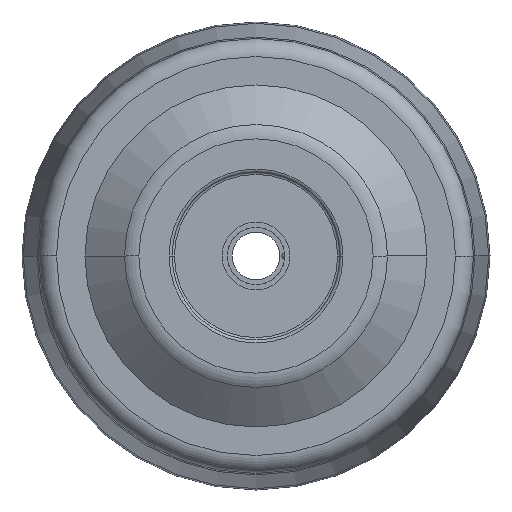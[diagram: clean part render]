
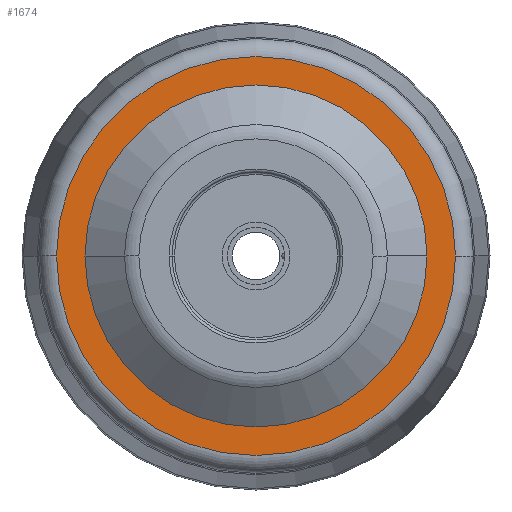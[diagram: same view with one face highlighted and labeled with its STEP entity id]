
A CAD part, left-side view. The second image highlights one B-rep face of the part: STEP entity #1674.
In plain terms, the highlighted planar face has unit normal (-1, 0, 0).
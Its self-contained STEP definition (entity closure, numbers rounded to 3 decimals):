
#154 = ORIENTED_EDGE ( 'NONE', *, *, #1269, .T. ) ;
#273 = CARTESIAN_POINT ( 'NONE',  ( -50.3, 0., 0. ) ) ;
#289 = EDGE_CURVE ( 'NONE', #2245, #443, #621, .T. ) ;
#296 = DIRECTION ( 'NONE',  ( -1., 0., 0. ) ) ;
#305 = ORIENTED_EDGE ( 'NONE', *, *, #289, .T. ) ;
#443 = VERTEX_POINT ( 'NONE', #2157 ) ;
#471 = PLANE ( 'NONE',  #1964 ) ;
#524 = EDGE_CURVE ( 'NONE', #1053, #1536, #2228, .T. ) ;
#531 = DIRECTION ( 'NONE',  ( 0., 1., 0. ) ) ;
#606 = FACE_OUTER_BOUND ( 'NONE', #1231, .T. ) ;
#621 = CIRCLE ( 'NONE', #1213, 33.25 ) ;
#859 = CARTESIAN_POINT ( 'NONE',  ( -50.3, 0., 0. ) ) ;
#872 = DIRECTION ( 'NONE',  ( 1., 0., 0. ) ) ;
#968 = FACE_BOUND ( 'NONE', #1010, .T. ) ;
#979 = CARTESIAN_POINT ( 'NONE',  ( -50.3, 28.5, 0. ) ) ;
#991 = CIRCLE ( 'NONE', #1625, 28.5 ) ;
#1009 = DIRECTION ( 'NONE',  ( -1., 0., 0. ) ) ;
#1010 = EDGE_LOOP ( 'NONE', ( #154, #1133 ) ) ;
#1013 = DIRECTION ( 'NONE',  ( 0., 1., 0. ) ) ;
#1053 = VERTEX_POINT ( 'NONE', #1687 ) ;
#1060 = AXIS2_PLACEMENT_3D ( 'NONE', #273, #1849, #1721 ) ;
#1092 = EDGE_CURVE ( 'NONE', #443, #2245, #1324, .T. ) ;
#1133 = ORIENTED_EDGE ( 'NONE', *, *, #524, .T. ) ;
#1176 = CARTESIAN_POINT ( 'NONE',  ( -50.3, 36.25, 0. ) ) ;
#1197 = DIRECTION ( 'NONE',  ( 0., -1., 0. ) ) ;
#1213 = AXIS2_PLACEMENT_3D ( 'NONE', #1384, #1009, #1197 ) ;
#1231 = EDGE_LOOP ( 'NONE', ( #2001, #305 ) ) ;
#1269 = EDGE_CURVE ( 'NONE', #1536, #1053, #991, .T. ) ;
#1324 = CIRCLE ( 'NONE', #1060, 33.25 ) ;
#1384 = CARTESIAN_POINT ( 'NONE',  ( -50.3, 0., 0. ) ) ;
#1393 = CARTESIAN_POINT ( 'NONE',  ( -50.3, 33.25, 0. ) ) ;
#1410 = CARTESIAN_POINT ( 'NONE',  ( -50.3, 0., 0. ) ) ;
#1536 = VERTEX_POINT ( 'NONE', #979 ) ;
#1625 = AXIS2_PLACEMENT_3D ( 'NONE', #859, #872, #1013 ) ;
#1662 = DIRECTION ( 'NONE',  ( 0., -1., 0. ) ) ;
#1674 = ADVANCED_FACE ( 'NONE', ( #606, #968 ), #471, .T. ) ;
#1687 = CARTESIAN_POINT ( 'NONE',  ( -50.3, -28.5, 0. ) ) ;
#1721 = DIRECTION ( 'NONE',  ( 0., -1., 0. ) ) ;
#1849 = DIRECTION ( 'NONE',  ( -1., 0., 0. ) ) ;
#1964 = AXIS2_PLACEMENT_3D ( 'NONE', #1176, #296, #1662 ) ;
#2001 = ORIENTED_EDGE ( 'NONE', *, *, #1092, .T. ) ;
#2123 = DIRECTION ( 'NONE',  ( 1., 0., 0. ) ) ;
#2150 = AXIS2_PLACEMENT_3D ( 'NONE', #1410, #2123, #531 ) ;
#2157 = CARTESIAN_POINT ( 'NONE',  ( -50.3, -33.25, 0. ) ) ;
#2228 = CIRCLE ( 'NONE', #2150, 28.5 ) ;
#2245 = VERTEX_POINT ( 'NONE', #1393 ) ;
